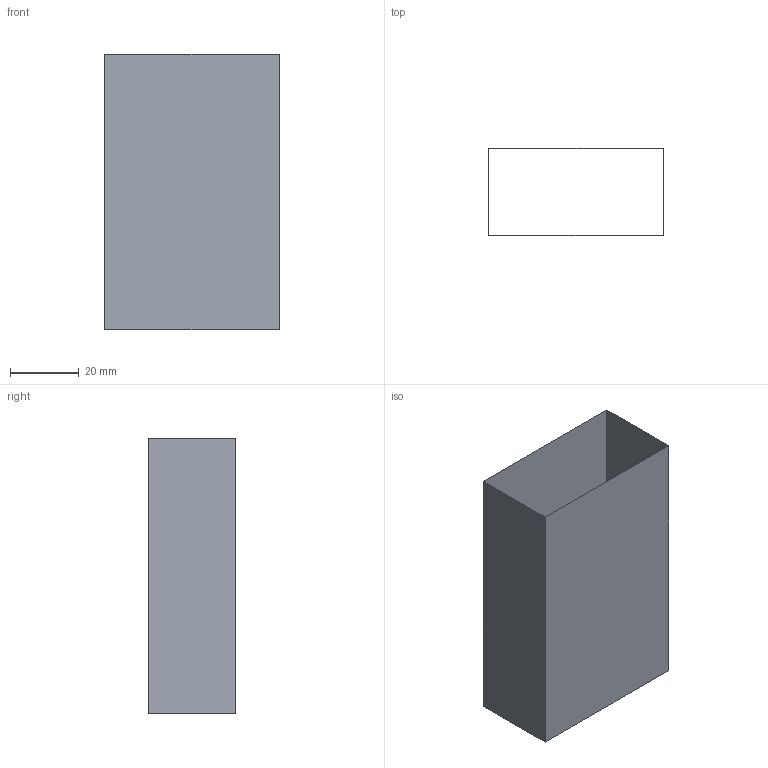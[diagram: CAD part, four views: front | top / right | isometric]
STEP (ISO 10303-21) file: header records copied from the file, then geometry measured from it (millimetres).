
FILE_DESCRIPTION (( 'STEP AP203' ), '1' );
FILE_NAME ('CuttingTool2.STEP', '2020-02-19T22:31:35', ( '' ), ( '' ), 'SwSTEP 2.0', 'SolidWorks 2019', '' );
FILE_SCHEMA (( 'CONFIG_CONTROL_DESIGN' ));
Length unit declared in the file: millimetre
Products named in the file (3): CuttingTool2; ShellTool; FlatShellModel
Assembly tree (2 placements, depth 3):
  CuttingTool2
    ShellTool
      FlatShellModel
Bounding box: 50.8 x 25.4 x 80 mm (x, y, z)
Surface area: 12192 mm2 (no closed solid volume)
Topology: 0 solids, 1 shells, 4 faces, 12 edges, 8 vertices
Faces by surface type: plane 4
Entity records: 441 total; most frequent: DIRECTION 32, CARTESIAN_POINT 30, PERSON_AND_ORGANIZATION 26, DATE_AND_TIME 19, CALENDAR_DATE 19, LOCAL_TIME 19, COORDINATED_UNIVERSAL_TIME_OFFSET 19, CC_DESIGN_PERSON_AND_ORGANIZATION_ASSIGNMENT 17
